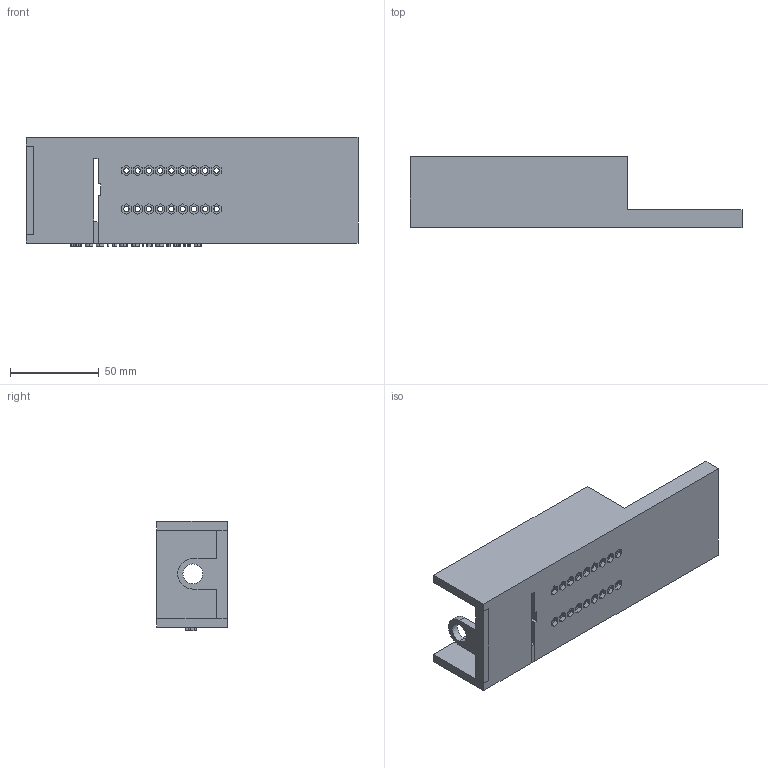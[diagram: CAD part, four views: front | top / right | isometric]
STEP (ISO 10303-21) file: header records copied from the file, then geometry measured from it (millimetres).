
FILE_DESCRIPTION (( 'STEP AP214' ), '1' );
FILE_NAME ('HousingUpperPart_Last.STEP', '2016-05-31T16:50:09', ( '' ), ( '' ), 'SwSTEP 2.0', 'SolidWorks 2010', '' );
FILE_SCHEMA (( 'AUTOMOTIVE_DESIGN' ));
Length unit declared in the file: millimetre
Products named in the file (1): HousingUpperPart_Last
Bounding box: 187.18 x 40 x 61.7 mm (x, y, z)
Volume: 104729.3 mm3; surface area: 50750.7 mm2
Topology: 2 solids, 2 shells, 414 faces, 1117 edges, 743 vertices
Faces by surface type: plane 276, bspline 97, cylinder 41
Entity records: 20650 total; most frequent: CARTESIAN_POINT 10690, ORIENTED_EDGE 2234, DIRECTION 1641, EDGE_CURVE 1117, LINE 841, VECTOR 841, VERTEX_POINT 743, EDGE_LOOP 494
